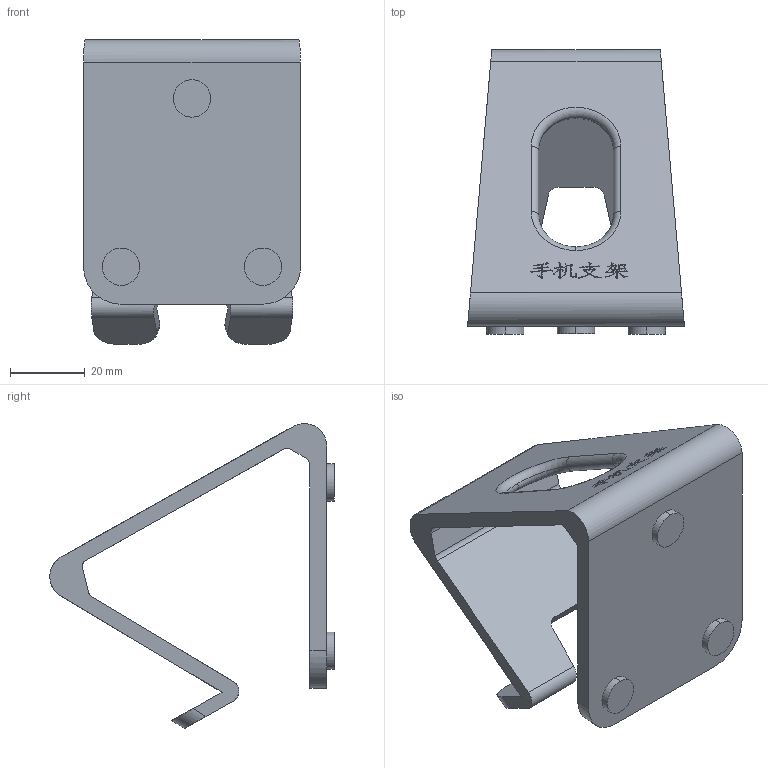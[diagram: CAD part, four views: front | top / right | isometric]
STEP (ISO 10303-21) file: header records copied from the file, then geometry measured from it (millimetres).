
FILE_DESCRIPTION (( 'STEP AP203' ), '1' );
FILE_NAME ('忒儂盓殤.STEP', '2025-02-22T08:42:27', ( '' ), ( '' ), 'SwSTEP 2.0', 'SolidWorks 2024', '' );
FILE_SCHEMA (( 'CONFIG_CONTROL_DESIGN' ));
Length unit declared in the file: millimetre
Products named in the file (1): 手机支架
Bounding box: 58 x 76.04 x 81.51 mm (x, y, z)
Volume: 45583.4 mm3; surface area: 23435.3 mm2
Topology: 1 solids, 1 shells, 392 faces, 1118 edges, 744 vertices
Faces by surface type: plane 247, bspline 97, cylinder 42, torus 6
Entity records: 17233 total; most frequent: CARTESIAN_POINT 7612, ORIENTED_EDGE 2236, DIRECTION 1556, EDGE_CURVE 1118, VECTOR 828, LINE 828, VERTEX_POINT 744, EDGE_LOOP 410
